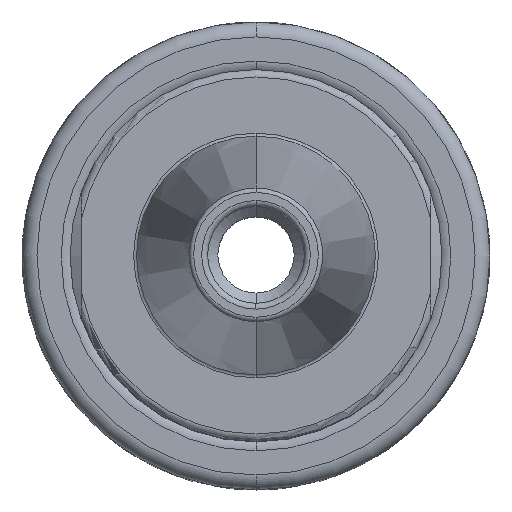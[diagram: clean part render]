
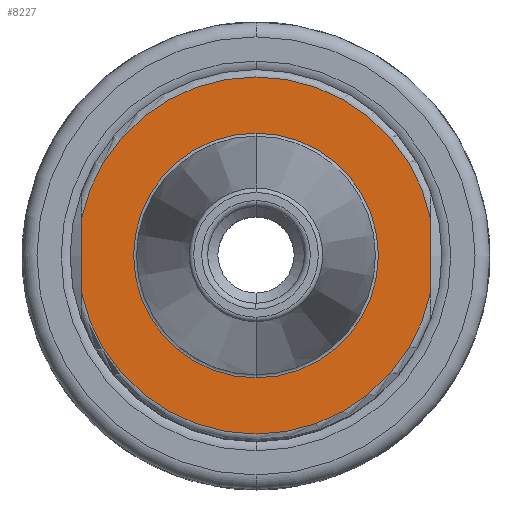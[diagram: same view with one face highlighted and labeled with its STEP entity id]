
A CAD part, top view. The second image highlights one B-rep face of the part: STEP entity #8227.
In plain terms, the highlighted planar face has unit normal (0, 0, 1).
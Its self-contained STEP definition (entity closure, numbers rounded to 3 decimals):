
#2448=CARTESIAN_POINT('',(0,0,15.9));
#2449=DIRECTION('',(0,0,-1));
#2450=DIRECTION('',(0,1,0));
#2451=AXIS2_PLACEMENT_3D('',#2448,#2449,#2450);
#2463=CARTESIAN_POINT('',(0,0,15.9));
#2464=DIRECTION('',(0,0,1));
#2465=DIRECTION('',(0,1,0));
#2466=AXIS2_PLACEMENT_3D('',#2463,#2464,#2465);
#2468=DIRECTION('',(0,1,0));
#2469=VECTOR('',#2468,9.747);
#2470=CARTESIAN_POINT('',(-23.5,-4.873,15.9));
#2471=LINE('',#2470,#2469);
#2472=DIRECTION('',(0,-1,0));
#2473=VECTOR('',#2472,9.747);
#2474=CARTESIAN_POINT('',(23.5,4.873,15.9));
#2475=LINE('',#2474,#2473);
#2501=CARTESIAN_POINT('',(0,0,15.9));
#2502=DIRECTION('',(0,0,1));
#2503=DIRECTION('',(-0.979,-0.203,0));
#2504=AXIS2_PLACEMENT_3D('',#2501,#2502,#2503);
#2526=CARTESIAN_POINT('',(0,0,15.9));
#2527=DIRECTION('',(0,0,1));
#2528=DIRECTION('',(0.979,0.203,0));
#2529=AXIS2_PLACEMENT_3D('',#2526,#2527,#2528);
#3272=CARTESIAN_POINT('',(0,16.45,15.9));
#3274=VERTEX_POINT('',#3272);
#3294=CARTESIAN_POINT('',(0,-16.45,15.9));
#3296=VERTEX_POINT('',#3294);
#3356=CARTESIAN_POINT('',(-23.5,-4.873,15.9));
#3357=CARTESIAN_POINT('',(-23.5,4.873,15.9));
#3358=VERTEX_POINT('',#3356);
#3359=VERTEX_POINT('',#3357);
#3360=CARTESIAN_POINT('',(23.5,4.873,15.9));
#3361=CARTESIAN_POINT('',(23.5,-4.873,15.9));
#3362=VERTEX_POINT('',#3360);
#3363=VERTEX_POINT('',#3361);
#8208=CARTESIAN_POINT('',(0,0,15.9));
#8209=DIRECTION('',(0,0,-1));
#8210=DIRECTION('',(0,-1,0));
#8211=AXIS2_PLACEMENT_3D('',#8208,#8209,#8210);
#8212=PLANE('',#8211);
#8214=ORIENTED_EDGE('',*,*,#8213,.T.);
#8216=ORIENTED_EDGE('',*,*,#8215,.F.);
#8218=ORIENTED_EDGE('',*,*,#8217,.T.);
#8220=ORIENTED_EDGE('',*,*,#8219,.F.);
#8221=EDGE_LOOP('',(#8214,#8216,#8218,#8220));
#8222=FACE_OUTER_BOUND('',#8221,.F.);
#8223=ORIENTED_EDGE('',*,*,#8203,.T.);
#8224=ORIENTED_EDGE('',*,*,#8187,.F.);
#8225=EDGE_LOOP('',(#8223,#8224));
#8226=FACE_BOUND('',#8225,.F.);
#8227=ADVANCED_FACE('',(#8222,#8226),#8212,.F.);
#2452=CIRCLE('',#2451,16.45);
#2467=CIRCLE('',#2466,16.45);
#2505=CIRCLE('',#2504,24);
#2530=CIRCLE('',#2529,24);
#8187=EDGE_CURVE('',#3274,#3296,#2452,.T.);
#8203=EDGE_CURVE('',#3274,#3296,#2467,.T.);
#8213=EDGE_CURVE('',#3358,#3359,#2471,.T.);
#8215=EDGE_CURVE('',#3362,#3359,#2530,.T.);
#8217=EDGE_CURVE('',#3362,#3363,#2475,.T.);
#8219=EDGE_CURVE('',#3358,#3363,#2505,.T.);
